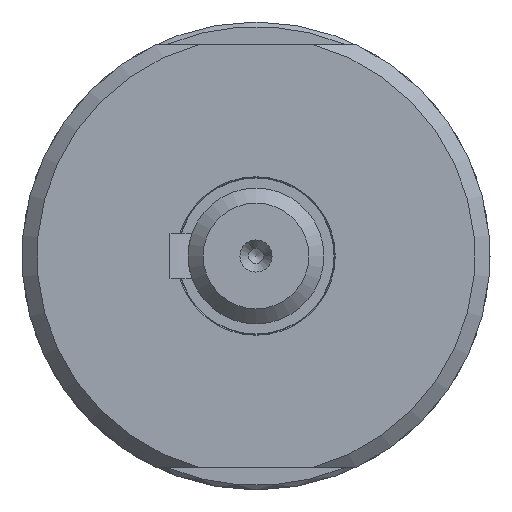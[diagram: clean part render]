
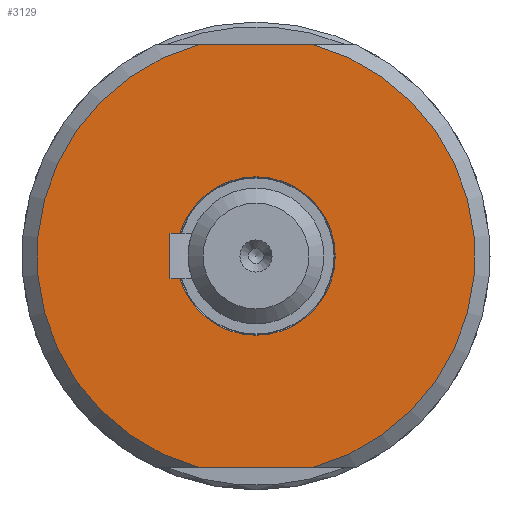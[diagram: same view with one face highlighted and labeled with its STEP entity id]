
A CAD part, left-side view. The second image highlights one B-rep face of the part: STEP entity #3129.
In plain terms, the highlighted planar face has unit normal (-1, 0, 0).
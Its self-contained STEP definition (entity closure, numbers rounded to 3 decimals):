
#320=LINE('',#5287,#559);
#321=LINE('',#5291,#560);
#559=VECTOR('',#4267,10.);
#560=VECTOR('',#4270,10.);
#622=FACE_BOUND('',#974,.T.);
#772=FACE_OUTER_BOUND('',#973,.T.);
#973=EDGE_LOOP('',(#2566,#2567,#2568,#2569));
#974=EDGE_LOOP('',(#2570,#2571));
#1121=CIRCLE('',#3436,5.25);
#1122=CIRCLE('',#3437,5.25);
#1138=CIRCLE('',#3459,14.5);
#1139=CIRCLE('',#3460,14.5);
#1397=VERTEX_POINT('',#5240);
#1398=VERTEX_POINT('',#5242);
#1414=VERTEX_POINT('',#5285);
#1415=VERTEX_POINT('',#5286);
#1416=VERTEX_POINT('',#5288);
#1417=VERTEX_POINT('',#5290);
#1788=EDGE_CURVE('',#1398,#1397,#1121,.T.);
#1789=EDGE_CURVE('',#1397,#1398,#1122,.T.);
#1809=EDGE_CURVE('',#1414,#1415,#320,.T.);
#1810=EDGE_CURVE('',#1416,#1415,#1138,.T.);
#1811=EDGE_CURVE('',#1416,#1417,#321,.T.);
#1812=EDGE_CURVE('',#1414,#1417,#1139,.T.);
#2566=ORIENTED_EDGE('',*,*,#1809,.T.);
#2567=ORIENTED_EDGE('',*,*,#1810,.F.);
#2568=ORIENTED_EDGE('',*,*,#1811,.T.);
#2569=ORIENTED_EDGE('',*,*,#1812,.F.);
#2570=ORIENTED_EDGE('',*,*,#1788,.T.);
#2571=ORIENTED_EDGE('',*,*,#1789,.T.);
#2813=PLANE('',#3458);
#3129=ADVANCED_FACE('',(#772,#622),#2813,.T.);
#3436=AXIS2_PLACEMENT_3D('',#5243,#4217,#4218);
#3437=AXIS2_PLACEMENT_3D('',#5244,#4219,#4220);
#3458=AXIS2_PLACEMENT_3D('',#5284,#4265,#4266);
#3459=AXIS2_PLACEMENT_3D('',#5289,#4268,#4269);
#3460=AXIS2_PLACEMENT_3D('',#5292,#4271,#4272);
#4217=DIRECTION('center_axis',(1.,0.,0.));
#4218=DIRECTION('ref_axis',(0.,-1.,0.));
#4219=DIRECTION('center_axis',(1.,0.,0.));
#4220=DIRECTION('ref_axis',(0.,-1.,0.));
#4265=DIRECTION('center_axis',(-1.,0.,0.));
#4266=DIRECTION('ref_axis',(0.,0.,
-1.));
#4267=DIRECTION('',(0.,1.,0.));
#4268=DIRECTION('center_axis',(1.,0.,0.));
#4269=DIRECTION('ref_axis',(0.,1.,0.));
#4270=DIRECTION('',(0.,-1.,0.));
#4271=DIRECTION('center_axis',(1.,0.,0.));
#4272=DIRECTION('ref_axis',(0.,1.,0.));
#5240=CARTESIAN_POINT('',(-67.7,5.25,0.));
#5242=CARTESIAN_POINT('',(-67.7,-5.25,0.));
#5243=CARTESIAN_POINT('Origin',(-67.7,0.,0.));
#5244=CARTESIAN_POINT('Origin',(-67.7,0.,0.));
#5284=CARTESIAN_POINT('Origin',(-67.7,-10.375,0.));
#5285=CARTESIAN_POINT('',(-67.7,-3.775,14.));
#5286=CARTESIAN_POINT('',(-67.7,3.775,14.));
#5287=CARTESIAN_POINT('',(-67.7,1.954,14.));
#5288=CARTESIAN_POINT('',(-67.7,3.775,-14.));
#5289=CARTESIAN_POINT('Origin',(-67.7,0.,0.));
#5290=CARTESIAN_POINT('',(-67.7,-3.775,-14.));
#5291=CARTESIAN_POINT('',(-67.7,-12.329,-14.));
#5292=CARTESIAN_POINT('Origin',(-67.7,0.,0.));
